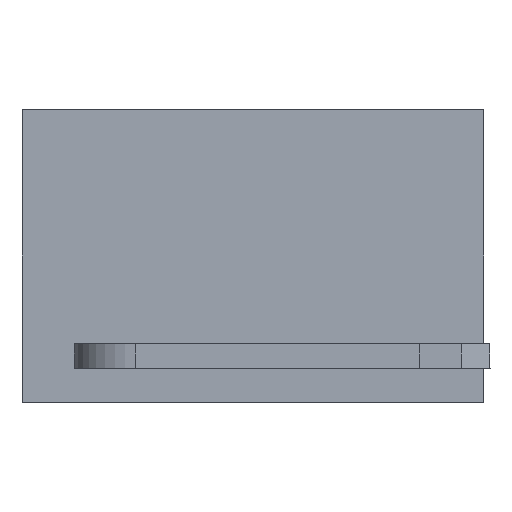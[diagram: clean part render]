
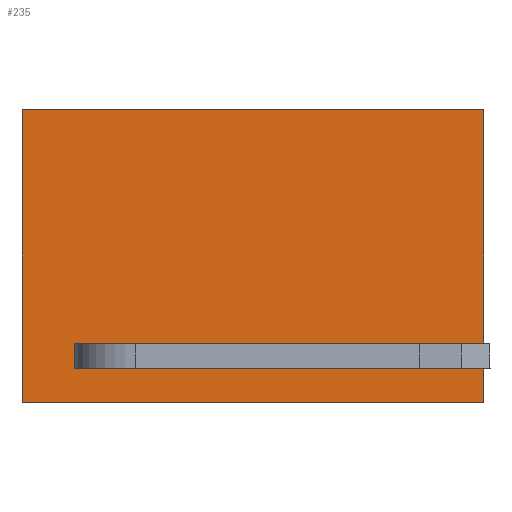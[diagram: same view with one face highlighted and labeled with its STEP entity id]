
A CAD part, front view. The second image highlights one B-rep face of the part: STEP entity #235.
In plain terms, the highlighted planar face has unit normal (0, -1, 0).
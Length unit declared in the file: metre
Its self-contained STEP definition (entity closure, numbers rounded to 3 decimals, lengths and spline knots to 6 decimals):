
#235=ADVANCED_FACE('',(#533,#534,#535),#536,.T.);
#533=FACE_OUTER_BOUND('',#884,.T.);
#534=FACE_BOUND('',#885,.T.);
#535=FACE_BOUND('',#886,.T.);
#536=PLANE('',#887);
#884=EDGE_LOOP('',(#1527,#1528,#1529,#1530));
#885=EDGE_LOOP('',(#1531,#1532,#1533,#1534));
#886=EDGE_LOOP('',(#1535,#1536,#1537,#1538));
#887=AXIS2_PLACEMENT_3D('',#1539,#1540,#1541);
#1527=ORIENTED_EDGE('',*,*,#2328,.F.);
#1528=ORIENTED_EDGE('',*,*,#2122,.F.);
#1529=ORIENTED_EDGE('',*,*,#2329,.T.);
#1530=ORIENTED_EDGE('',*,*,#2085,.T.);
#1531=ORIENTED_EDGE('',*,*,#2330,.F.);
#1532=ORIENTED_EDGE('',*,*,#2148,.T.);
#1533=ORIENTED_EDGE('',*,*,#2264,.F.);
#1534=ORIENTED_EDGE('',*,*,#2331,.F.);
#1535=ORIENTED_EDGE('',*,*,#2317,.F.);
#1536=ORIENTED_EDGE('',*,*,#2251,.F.);
#1537=ORIENTED_EDGE('',*,*,#2207,.F.);
#1538=ORIENTED_EDGE('',*,*,#2332,.F.);
#1539=CARTESIAN_POINT('',(0.015,0.,-0.0095));
#1540=DIRECTION('',(0.,-1.0,0.));
#1541=DIRECTION('',(0.0,0.,-1.0));
#2085=EDGE_CURVE('',#2486,#2483,#2487,.T.);
#2122=EDGE_CURVE('',#2551,#2549,#2553,.T.);
#2148=EDGE_CURVE('',#2588,#2593,#2595,.T.);
#2207=EDGE_CURVE('',#2691,#2686,#2693,.T.);
#2251=EDGE_CURVE('',#2686,#2764,#2765,.T.);
#2264=EDGE_CURVE('',#2784,#2593,#2786,.T.);
#2317=EDGE_CURVE('',#2764,#2866,#2868,.T.);
#2328=EDGE_CURVE('',#2549,#2483,#2880,.T.);
#2329=EDGE_CURVE('',#2551,#2486,#2881,.T.);
#2330=EDGE_CURVE('',#2588,#2882,#2883,.T.);
#2331=EDGE_CURVE('',#2882,#2784,#2884,.T.);
#2332=EDGE_CURVE('',#2866,#2691,#2885,.T.);
#2483=VERTEX_POINT('',#3064);
#2486=VERTEX_POINT('',#3068);
#2487=LINE('',#3069,#3070);
#2549=VERTEX_POINT('',#3161);
#2551=VERTEX_POINT('',#3164);
#2553=LINE('',#3167,#3168);
#2588=VERTEX_POINT('',#3215);
#2593=VERTEX_POINT('',#3222);
#2595=LINE('',#3225,#3226);
#2686=VERTEX_POINT('',#3359);
#2691=VERTEX_POINT('',#3366);
#2693=LINE('',#3369,#3370);
#2764=VERTEX_POINT('',#3471);
#2765=LINE('',#3472,#3473);
#2784=VERTEX_POINT('',#3502);
#2786=LINE('',#3505,#3506);
#2866=VERTEX_POINT('',#3620);
#2868=LINE('',#3623,#3624);
#2880=LINE('',#3642,#3643);
#2881=LINE('',#3644,#3645);
#2882=VERTEX_POINT('',#3646);
#2883=LINE('',#3647,#3648);
#2884=LINE('',#3649,#3650);
#2885=LINE('',#3651,#3652);
#3064=CARTESIAN_POINT('',(0.005,0.,0.));
#3068=CARTESIAN_POINT('',(0.02,0.0,0.));
#3069=CARTESIAN_POINT('',(0.015,0.0,0.));
#3070=VECTOR('',#3883,1.0);
#3161=CARTESIAN_POINT('',(0.005,0.,-0.0095));
#3164=CARTESIAN_POINT('',(0.02,0.,-0.0095));
#3167=CARTESIAN_POINT('',(0.015,0.,-0.0095));
#3168=VECTOR('',#3915,1.0);
#3215=CARTESIAN_POINT('',(0.0167,0.,-0.0084));
#3222=CARTESIAN_POINT('',(0.0167,0.,-0.0076));
#3225=CARTESIAN_POINT('',(0.0167,0.,-0.00945));
#3226=VECTOR('',#3943,1.0);
#3359=CARTESIAN_POINT('',(0.0067,0.,-0.0084));
#3366=CARTESIAN_POINT('',(0.0067,0.,-0.0076));
#3369=CARTESIAN_POINT('',(0.0067,0.,-0.00945));
#3370=VECTOR('',#3992,1.0);
#3471=CARTESIAN_POINT('',(0.0083,0.,-0.0084));
#3472=CARTESIAN_POINT('',(0.,0.,-0.0084));
#3473=VECTOR('',#4035,1.0);
#3502=CARTESIAN_POINT('',(0.0179,0.,-0.0076));
#3505=CARTESIAN_POINT('',(0.01705,0.,-0.0076));
#3506=VECTOR('',#4047,1.0);
#3620=CARTESIAN_POINT('',(0.0083,0.,-0.0076));
#3623=CARTESIAN_POINT('',(0.0083,0.,-0.00945));
#3624=VECTOR('',#4101,1.0);
#3642=CARTESIAN_POINT('',(0.005,0.,-0.0095));
#3643=VECTOR('',#4108,1.0);
#3644=CARTESIAN_POINT('',(0.02,0.,-0.0095));
#3645=VECTOR('',#4109,1.0);
#3646=CARTESIAN_POINT('',(0.0179,0.,-0.0084));
#3647=CARTESIAN_POINT('',(0.,0.,-0.0084));
#3648=VECTOR('',#4110,1.0);
#3649=CARTESIAN_POINT('',(0.0179,0.,-0.0084));
#3650=VECTOR('',#4111,1.0);
#3651=CARTESIAN_POINT('',(0.005,0.,-0.0076));
#3652=VECTOR('',#4112,1.0);
#3883=DIRECTION('',(-1.0,0.,0.));
#3915=DIRECTION('',(-1.0,0.,0.));
#3943=DIRECTION('',(0.,0.,1.0));
#3992=DIRECTION('',(0.,0.,-1.0));
#4035=DIRECTION('',(1.0,0.,0.));
#4047=DIRECTION('',(-1.0,0.,0.));
#4101=DIRECTION('',(0.,0.,1.0));
#4108=DIRECTION('',(0.,0.,1.0));
#4109=DIRECTION('',(0.,0.,1.0));
#4110=DIRECTION('',(1.0,0.,0.));
#4111=DIRECTION('',(0.,0.,1.0));
#4112=DIRECTION('',(-1.0,0.,0.));
